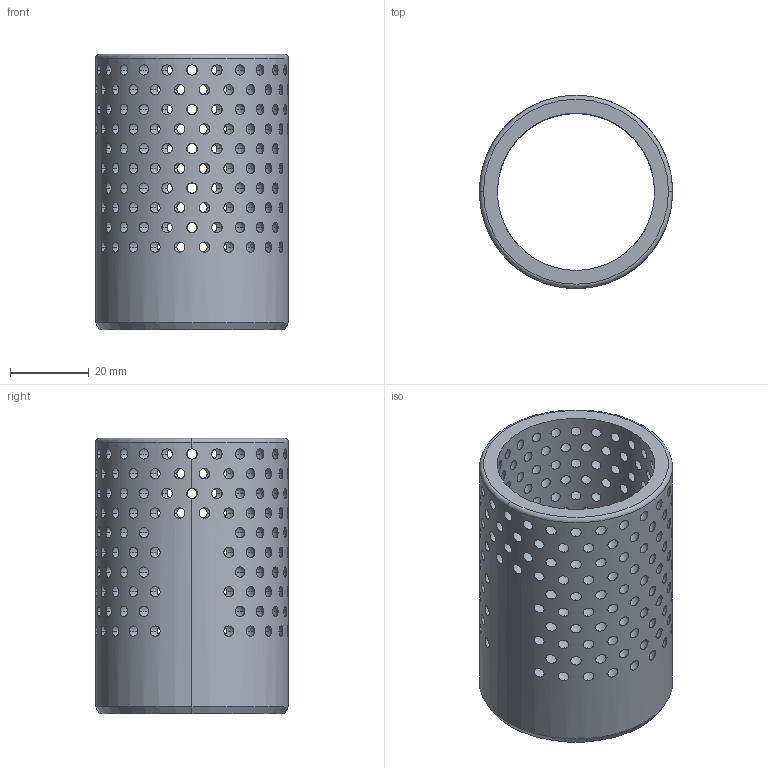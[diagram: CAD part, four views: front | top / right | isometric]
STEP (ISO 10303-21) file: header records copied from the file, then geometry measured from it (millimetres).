
FILE_DESCRIPTION (( 'STEP AP214' ), '1' );
FILE_NAME ('682QM-D40-C70.STEP', '2021-11-04T03:28:07', ( '' ), ( '' ), 'SwSTEP 2.0', 'SolidWorks 2016', '' );
FILE_SCHEMA (( 'AUTOMOTIVE_DESIGN' ));
Length unit declared in the file: millimetre
Products named in the file (2): 682QM-D40-C70
Bounding box: 49 x 49 x 70 mm (x, y, z)
Volume: 28686.5 mm3; surface area: 34063.7 mm2
Topology: 1 solids, 1 shells, 443 faces, 2390 edges, 1522 vertices
Faces by surface type: sphere 420, plane 11, cylinder 8, cone 2, torus 2
Entity records: 32157 total; most frequent: CARTESIAN_POINT 20501, ORIENTED_EDGE 2680, DIRECTION 1824, EDGE_CURVE 1340, AXIS2_PLACEMENT_3D 895, VERTEX_POINT 892, EDGE_LOOP 858, B_SPLINE_CURVE_WITH_KNOTS 856
